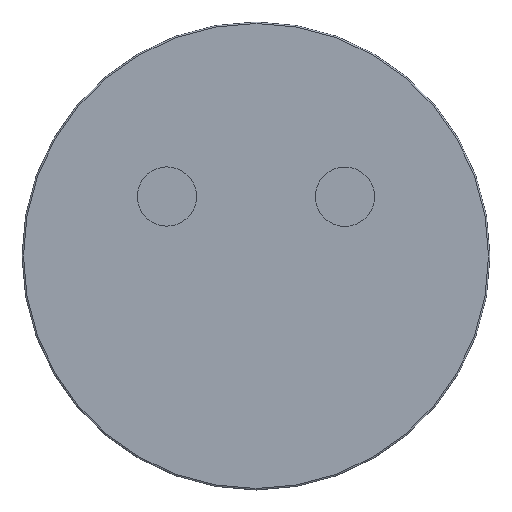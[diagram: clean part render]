
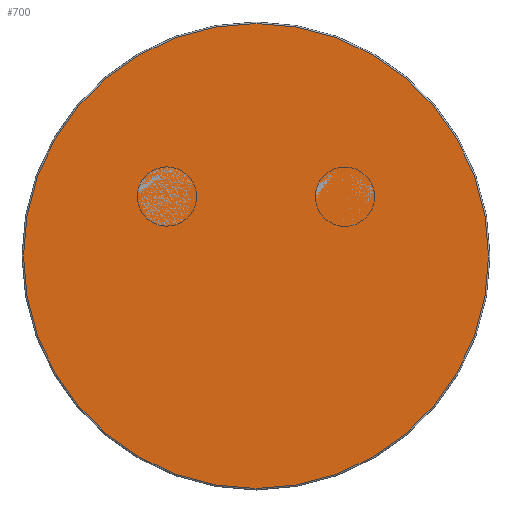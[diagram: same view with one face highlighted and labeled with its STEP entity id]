
A CAD part, left-side view. The second image highlights one B-rep face of the part: STEP entity #700.
In plain terms, the highlighted planar face has unit normal (-1, 0, 0).
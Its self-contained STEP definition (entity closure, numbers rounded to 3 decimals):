
#129=PLANE('',#1006);
#149=ORIENTED_EDGE('',*,*,#313,.T.);
#313=EDGE_CURVE('',#395,#395,#460,.F.);
#395=VERTEX_POINT('',#1310);
#460=CIRCLE('',#1007,78.482);
#501=EDGE_LOOP('',(#149));
#596=FACE_BOUND('',#501,.T.);
#700=ADVANCED_FACE('',(#596),#129,.F.);
#1006=AXIS2_PLACEMENT_3D('',#1308,#1110,#1111);
#1007=AXIS2_PLACEMENT_3D('',#1309,#1112,#1113);
#1110=DIRECTION('',(1.,0.,0.));
#1111=DIRECTION('',(0.,1.,0.));
#1112=DIRECTION('',(1.,0.,0.));
#1113=DIRECTION('',(0.,1.,0.));
#1308=CARTESIAN_POINT('',(74.75,0.,0.));
#1309=CARTESIAN_POINT('',(74.75,0.,0.));
#1310=CARTESIAN_POINT('',(74.75,78.482,0.));
